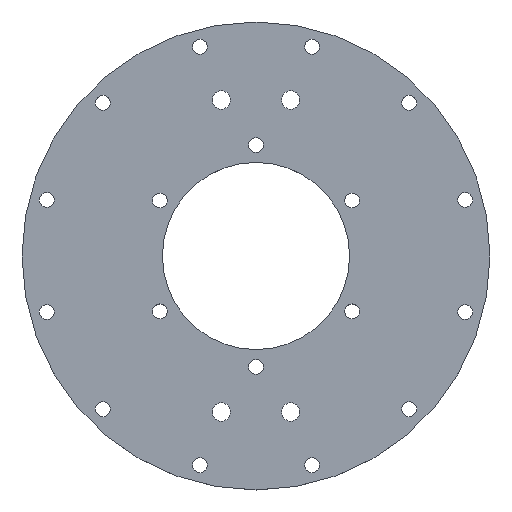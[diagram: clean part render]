
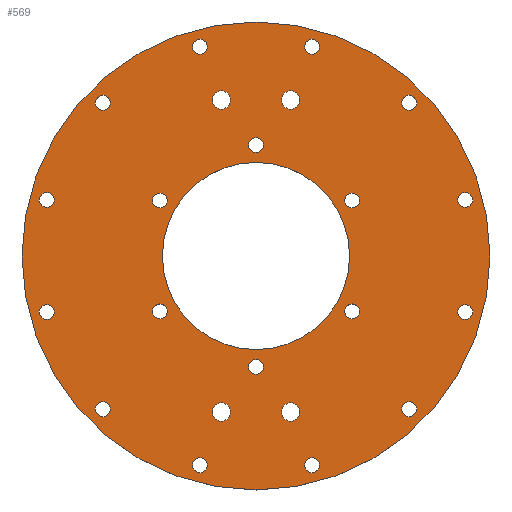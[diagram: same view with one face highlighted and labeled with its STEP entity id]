
A CAD part, top view. The second image highlights one B-rep face of the part: STEP entity #569.
In plain terms, the highlighted planar face has unit normal (0, 0, 1).
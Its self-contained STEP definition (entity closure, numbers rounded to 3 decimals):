
#15=FACE_BOUND('',#114,.T.);
#16=FACE_BOUND('',#115,.T.);
#17=FACE_BOUND('',#116,.T.);
#18=FACE_BOUND('',#117,.T.);
#19=FACE_BOUND('',#118,.T.);
#20=FACE_BOUND('',#119,.T.);
#21=FACE_BOUND('',#120,.T.);
#22=FACE_BOUND('',#121,.T.);
#23=FACE_BOUND('',#122,.T.);
#24=FACE_BOUND('',#123,.T.);
#25=FACE_BOUND('',#124,.T.);
#26=FACE_BOUND('',#125,.T.);
#27=FACE_BOUND('',#126,.T.);
#28=FACE_BOUND('',#127,.T.);
#29=FACE_BOUND('',#128,.T.);
#30=FACE_BOUND('',#129,.T.);
#31=FACE_BOUND('',#130,.T.);
#32=FACE_BOUND('',#131,.T.);
#33=FACE_BOUND('',#132,.T.);
#34=FACE_BOUND('',#133,.T.);
#35=FACE_BOUND('',#134,.T.);
#36=FACE_BOUND('',#135,.T.);
#37=FACE_BOUND('',#136,.T.);
#61=PLANE('',#663);
#87=FACE_OUTER_BOUND('',#113,.T.);
#113=EDGE_LOOP('',(#473));
#114=EDGE_LOOP('',(#474));
#115=EDGE_LOOP('',(#475));
#116=EDGE_LOOP('',(#476));
#117=EDGE_LOOP('',(#477));
#118=EDGE_LOOP('',(#478));
#119=EDGE_LOOP('',(#479));
#120=EDGE_LOOP('',(#480));
#121=EDGE_LOOP('',(#481));
#122=EDGE_LOOP('',(#482));
#123=EDGE_LOOP('',(#483));
#124=EDGE_LOOP('',(#484));
#125=EDGE_LOOP('',(#485));
#126=EDGE_LOOP('',(#486));
#127=EDGE_LOOP('',(#487));
#128=EDGE_LOOP('',(#488));
#129=EDGE_LOOP('',(#489));
#130=EDGE_LOOP('',(#490));
#131=EDGE_LOOP('',(#491));
#132=EDGE_LOOP('',(#492));
#133=EDGE_LOOP('',(#493));
#134=EDGE_LOOP('',(#494));
#135=EDGE_LOOP('',(#495));
#136=EDGE_LOOP('',(#496));
#209=CIRCLE('',#592,2.15);
#211=CIRCLE('',#595,2.15);
#213=CIRCLE('',#598,2.15);
#215=CIRCLE('',#601,2.15);
#217=CIRCLE('',#604,2.15);
#219=CIRCLE('',#607,2.15);
#221=CIRCLE('',#610,2.65);
#223=CIRCLE('',#613,2.65);
#225=CIRCLE('',#616,2.65);
#227=CIRCLE('',#619,2.65);
#229=CIRCLE('',#622,27.);
#231=CIRCLE('',#625,2.15);
#233=CIRCLE('',#628,2.15);
#235=CIRCLE('',#631,2.15);
#237=CIRCLE('',#634,2.15);
#239=CIRCLE('',#637,2.15);
#241=CIRCLE('',#640,2.15);
#243=CIRCLE('',#643,2.15);
#245=CIRCLE('',#646,2.15);
#247=CIRCLE('',#649,2.15);
#249=CIRCLE('',#652,2.15);
#251=CIRCLE('',#655,2.15);
#253=CIRCLE('',#658,2.15);
#255=CIRCLE('',#661,67.5);
#257=VERTEX_POINT('',#841);
#259=VERTEX_POINT('',#847);
#261=VERTEX_POINT('',#853);
#263=VERTEX_POINT('',#859);
#265=VERTEX_POINT('',#865);
#267=VERTEX_POINT('',#871);
#269=VERTEX_POINT('',#877);
#271=VERTEX_POINT('',#883);
#273=VERTEX_POINT('',#889);
#275=VERTEX_POINT('',#895);
#277=VERTEX_POINT('',#901);
#279=VERTEX_POINT('',#907);
#281=VERTEX_POINT('',#913);
#283=VERTEX_POINT('',#919);
#285=VERTEX_POINT('',#925);
#287=VERTEX_POINT('',#931);
#289=VERTEX_POINT('',#937);
#291=VERTEX_POINT('',#943);
#293=VERTEX_POINT('',#949);
#295=VERTEX_POINT('',#955);
#297=VERTEX_POINT('',#961);
#299=VERTEX_POINT('',#967);
#301=VERTEX_POINT('',#973);
#303=VERTEX_POINT('',#979);
#305=EDGE_CURVE('',#257,#257,#209,.T.);
#308=EDGE_CURVE('',#259,#259,#211,.T.);
#311=EDGE_CURVE('',#261,#261,#213,.T.);
#314=EDGE_CURVE('',#263,#263,#215,.T.);
#317=EDGE_CURVE('',#265,#265,#217,.T.);
#320=EDGE_CURVE('',#267,#267,#219,.T.);
#323=EDGE_CURVE('',#269,#269,#221,.T.);
#326=EDGE_CURVE('',#271,#271,#223,.T.);
#329=EDGE_CURVE('',#273,#273,#225,.T.);
#332=EDGE_CURVE('',#275,#275,#227,.T.);
#335=EDGE_CURVE('',#277,#277,#229,.T.);
#338=EDGE_CURVE('',#279,#279,#231,.T.);
#341=EDGE_CURVE('',#281,#281,#233,.T.);
#344=EDGE_CURVE('',#283,#283,#235,.T.);
#347=EDGE_CURVE('',#285,#285,#237,.T.);
#350=EDGE_CURVE('',#287,#287,#239,.T.);
#353=EDGE_CURVE('',#289,#289,#241,.T.);
#356=EDGE_CURVE('',#291,#291,#243,.T.);
#359=EDGE_CURVE('',#293,#293,#245,.T.);
#362=EDGE_CURVE('',#295,#295,#247,.T.);
#365=EDGE_CURVE('',#297,#297,#249,.T.);
#368=EDGE_CURVE('',#299,#299,#251,.T.);
#371=EDGE_CURVE('',#301,#301,#253,.T.);
#374=EDGE_CURVE('',#303,#303,#255,.T.);
#473=ORIENTED_EDGE('',*,*,#374,.F.);
#474=ORIENTED_EDGE('',*,*,#305,.T.);
#475=ORIENTED_EDGE('',*,*,#308,.T.);
#476=ORIENTED_EDGE('',*,*,#311,.T.);
#477=ORIENTED_EDGE('',*,*,#314,.T.);
#478=ORIENTED_EDGE('',*,*,#317,.T.);
#479=ORIENTED_EDGE('',*,*,#320,.T.);
#480=ORIENTED_EDGE('',*,*,#323,.T.);
#481=ORIENTED_EDGE('',*,*,#326,.T.);
#482=ORIENTED_EDGE('',*,*,#329,.T.);
#483=ORIENTED_EDGE('',*,*,#332,.T.);
#484=ORIENTED_EDGE('',*,*,#335,.T.);
#485=ORIENTED_EDGE('',*,*,#338,.T.);
#486=ORIENTED_EDGE('',*,*,#341,.T.);
#487=ORIENTED_EDGE('',*,*,#344,.T.);
#488=ORIENTED_EDGE('',*,*,#347,.T.);
#489=ORIENTED_EDGE('',*,*,#350,.T.);
#490=ORIENTED_EDGE('',*,*,#353,.T.);
#491=ORIENTED_EDGE('',*,*,#356,.T.);
#492=ORIENTED_EDGE('',*,*,#359,.T.);
#493=ORIENTED_EDGE('',*,*,#362,.T.);
#494=ORIENTED_EDGE('',*,*,#365,.T.);
#495=ORIENTED_EDGE('',*,*,#368,.T.);
#496=ORIENTED_EDGE('',*,*,#371,.T.);
#569=ADVANCED_FACE('',(#87,#15,#16,#17,#18,#19,#20,#21,#22,#23,#24,#25,
#26,#27,#28,#29,#30,#31,#32,#33,#34,#35,#36,#37),#61,.F.);
#592=AXIS2_PLACEMENT_3D('',#842,#669,#670);
#595=AXIS2_PLACEMENT_3D('',#848,#676,#677);
#598=AXIS2_PLACEMENT_3D('',#854,#683,#684);
#601=AXIS2_PLACEMENT_3D('',#860,#690,#691);
#604=AXIS2_PLACEMENT_3D('',#866,#697,#698);
#607=AXIS2_PLACEMENT_3D('',#872,#704,#705);
#610=AXIS2_PLACEMENT_3D('',#878,#711,#712);
#613=AXIS2_PLACEMENT_3D('',#884,#718,#719);
#616=AXIS2_PLACEMENT_3D('',#890,#725,#726);
#619=AXIS2_PLACEMENT_3D('',#896,#732,#733);
#622=AXIS2_PLACEMENT_3D('',#902,#739,#740);
#625=AXIS2_PLACEMENT_3D('',#908,#746,#747);
#628=AXIS2_PLACEMENT_3D('',#914,#753,#754);
#631=AXIS2_PLACEMENT_3D('',#920,#760,#761);
#634=AXIS2_PLACEMENT_3D('',#926,#767,#768);
#637=AXIS2_PLACEMENT_3D('',#932,#774,#775);
#640=AXIS2_PLACEMENT_3D('',#938,#781,#782);
#643=AXIS2_PLACEMENT_3D('',#944,#788,#789);
#646=AXIS2_PLACEMENT_3D('',#950,#795,#796);
#649=AXIS2_PLACEMENT_3D('',#956,#802,#803);
#652=AXIS2_PLACEMENT_3D('',#962,#809,#810);
#655=AXIS2_PLACEMENT_3D('',#968,#816,#817);
#658=AXIS2_PLACEMENT_3D('',#974,#823,#824);
#661=AXIS2_PLACEMENT_3D('',#980,#830,#831);
#663=AXIS2_PLACEMENT_3D('',#984,#835,#836);
#669=DIRECTION('center_axis',(0.,0.,-1.));
#670=DIRECTION('ref_axis',(1.,0.,0.));
#676=DIRECTION('center_axis',(0.,0.,-1.));
#677=DIRECTION('ref_axis',(1.,0.,0.));
#683=DIRECTION('center_axis',(0.,0.,-1.));
#684=DIRECTION('ref_axis',(1.,0.,0.));
#690=DIRECTION('center_axis',(0.,0.,-1.));
#691=DIRECTION('ref_axis',(1.,0.,0.));
#697=DIRECTION('center_axis',(0.,0.,-1.));
#698=DIRECTION('ref_axis',(1.,0.,0.));
#704=DIRECTION('center_axis',(0.,0.,-1.));
#705=DIRECTION('ref_axis',(1.,0.,0.));
#711=DIRECTION('center_axis',(0.,0.,-1.));
#712=DIRECTION('ref_axis',(1.,0.,0.));
#718=DIRECTION('center_axis',(0.,0.,-1.));
#719=DIRECTION('ref_axis',(1.,0.,0.));
#725=DIRECTION('center_axis',(0.,0.,-1.));
#726=DIRECTION('ref_axis',(1.,0.,0.));
#732=DIRECTION('center_axis',(0.,0.,-1.));
#733=DIRECTION('ref_axis',(1.,0.,0.));
#739=DIRECTION('center_axis',(0.,0.,-1.));
#740=DIRECTION('ref_axis',(1.,0.,0.));
#746=DIRECTION('center_axis',(0.,0.,-1.));
#747=DIRECTION('ref_axis',(1.,0.,0.));
#753=DIRECTION('center_axis',(0.,0.,-1.));
#754=DIRECTION('ref_axis',(1.,0.,0.));
#760=DIRECTION('center_axis',(0.,0.,-1.));
#761=DIRECTION('ref_axis',(1.,0.,0.));
#767=DIRECTION('center_axis',(0.,0.,-1.));
#768=DIRECTION('ref_axis',(1.,0.,0.));
#774=DIRECTION('center_axis',(0.,0.,-1.));
#775=DIRECTION('ref_axis',(1.,0.,0.));
#781=DIRECTION('center_axis',(0.,0.,-1.));
#782=DIRECTION('ref_axis',(1.,0.,0.));
#788=DIRECTION('center_axis',(0.,0.,-1.));
#789=DIRECTION('ref_axis',(1.,0.,0.));
#795=DIRECTION('center_axis',(0.,0.,-1.));
#796=DIRECTION('ref_axis',(1.,0.,0.));
#802=DIRECTION('center_axis',(0.,0.,-1.));
#803=DIRECTION('ref_axis',(1.,0.,0.));
#809=DIRECTION('center_axis',(0.,0.,-1.));
#810=DIRECTION('ref_axis',(1.,0.,0.));
#816=DIRECTION('center_axis',(0.,0.,-1.));
#817=DIRECTION('ref_axis',(1.,0.,0.));
#823=DIRECTION('center_axis',(0.,0.,-1.));
#824=DIRECTION('ref_axis',(1.,0.,0.));
#830=DIRECTION('center_axis',(0.,0.,-1.));
#831=DIRECTION('ref_axis',(-1.,0.,0.));
#835=DIRECTION('center_axis',(0.,0.,-1.));
#836=DIRECTION('ref_axis',(-1.,0.,0.));
#841=CARTESIAN_POINT('',(25.563,-16.,4.5));
#842=CARTESIAN_POINT('Origin',(27.713,-16.,4.5));
#847=CARTESIAN_POINT('',(-29.863,-16.,4.5));
#848=CARTESIAN_POINT('Origin',(-27.713,-16.,4.5));
#853=CARTESIAN_POINT('',(-2.15,32.,4.5));
#854=CARTESIAN_POINT('Origin',(0.,32.,4.5));
#859=CARTESIAN_POINT('',(-29.863,16.,4.5));
#860=CARTESIAN_POINT('Origin',(-27.713,16.,4.5));
#865=CARTESIAN_POINT('',(-2.15,-32.,4.5));
#866=CARTESIAN_POINT('Origin',(0.,-32.,4.5));
#871=CARTESIAN_POINT('',(25.563,16.,4.5));
#872=CARTESIAN_POINT('Origin',(27.713,16.,4.5));
#877=CARTESIAN_POINT('',(-12.65,-45.,4.5));
#878=CARTESIAN_POINT('Origin',(-10.,-45.,4.5));
#883=CARTESIAN_POINT('',(-12.65,45.,4.5));
#884=CARTESIAN_POINT('Origin',(-10.,45.,4.5));
#889=CARTESIAN_POINT('',(7.35,45.,4.5));
#890=CARTESIAN_POINT('Origin',(10.,45.,4.5));
#895=CARTESIAN_POINT('',(7.35,-45.,4.5));
#896=CARTESIAN_POINT('Origin',(10.,-45.,4.5));
#901=CARTESIAN_POINT('',(-27.,0.,4.5));
#902=CARTESIAN_POINT('Origin',(0.,0.,4.5));
#907=CARTESIAN_POINT('',(-18.326,-60.37,4.5));
#908=CARTESIAN_POINT('Origin',(-16.176,-60.37,4.5));
#913=CARTESIAN_POINT('',(42.044,-44.194,4.5));
#914=CARTESIAN_POINT('Origin',(44.194,-44.194,4.5));
#919=CARTESIAN_POINT('',(58.22,16.176,4.5));
#920=CARTESIAN_POINT('Origin',(60.37,16.176,4.5));
#925=CARTESIAN_POINT('',(14.026,60.37,4.5));
#926=CARTESIAN_POINT('Origin',(16.176,60.37,4.5));
#931=CARTESIAN_POINT('',(-46.344,44.194,4.5));
#932=CARTESIAN_POINT('Origin',(-44.194,44.194,4.5));
#937=CARTESIAN_POINT('',(-62.52,-16.176,4.5));
#938=CARTESIAN_POINT('Origin',(-60.37,-16.176,4.5));
#943=CARTESIAN_POINT('',(-62.52,16.176,4.5));
#944=CARTESIAN_POINT('Origin',(-60.37,16.176,4.5));
#949=CARTESIAN_POINT('',(-18.326,60.37,4.5));
#950=CARTESIAN_POINT('Origin',(-16.176,60.37,4.5));
#955=CARTESIAN_POINT('',(42.044,44.194,4.5));
#956=CARTESIAN_POINT('Origin',(44.194,44.194,4.5));
#961=CARTESIAN_POINT('',(58.22,-16.176,4.5));
#962=CARTESIAN_POINT('Origin',(60.37,-16.176,4.5));
#967=CARTESIAN_POINT('',(14.026,-60.37,4.5));
#968=CARTESIAN_POINT('Origin',(16.176,-60.37,4.5));
#973=CARTESIAN_POINT('',(-46.344,-44.194,4.5));
#974=CARTESIAN_POINT('Origin',(-44.194,-44.194,4.5));
#979=CARTESIAN_POINT('',(67.5,0.,4.5));
#980=CARTESIAN_POINT('Origin',(0.,0.,4.5));
#984=CARTESIAN_POINT('Origin',(0.,0.,4.5));
